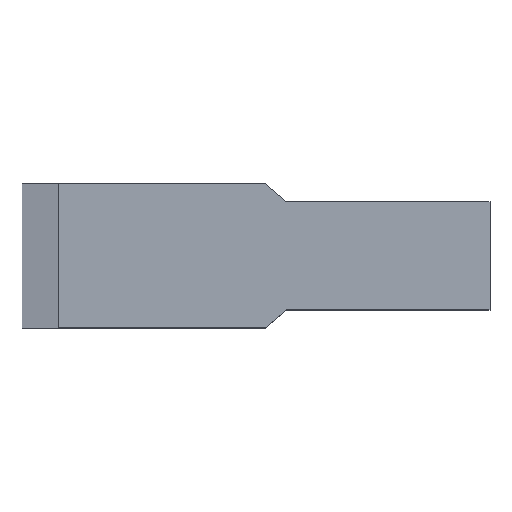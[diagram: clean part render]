
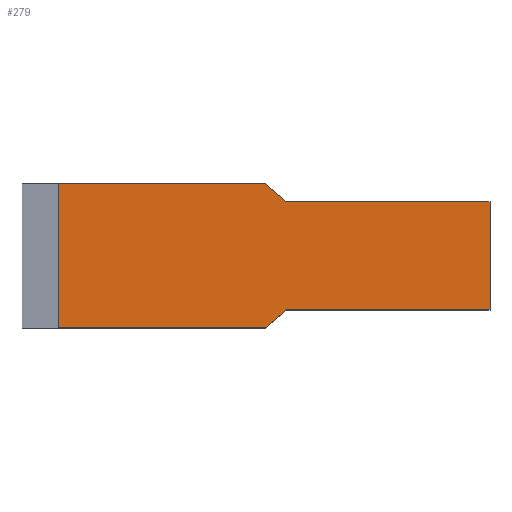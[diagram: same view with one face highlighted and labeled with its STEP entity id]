
A CAD part, top view. The second image highlights one B-rep face of the part: STEP entity #279.
In plain terms, the highlighted planar face has unit normal (0, 0, 1).
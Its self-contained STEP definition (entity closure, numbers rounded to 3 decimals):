
#32 = VERTEX_POINT('',#33);
#33 = CARTESIAN_POINT('',(-7.,-4.,2.8));
#39 = EDGE_CURVE('',#40,#32,#42,.T.);
#40 = VERTEX_POINT('',#41);
#41 = CARTESIAN_POINT('',(-7.,4.,2.8));
#42 = LINE('',#43,#44);
#43 = CARTESIAN_POINT('',(-7.,4.,2.8));
#44 = VECTOR('',#45,1.);
#45 = DIRECTION('',(0.,-1.,0.));
#72 = VERTEX_POINT('',#73);
#73 = CARTESIAN_POINT('',(4.5,4.,2.8));
#79 = EDGE_CURVE('',#80,#72,#82,.T.);
#80 = VERTEX_POINT('',#81);
#81 = CARTESIAN_POINT('',(5.67,3.,2.8));
#82 = LINE('',#83,#84);
#83 = CARTESIAN_POINT('',(5.67,3.,2.8));
#84 = VECTOR('',#85,1.);
#85 = DIRECTION('',(-0.76,0.65,0.));
#110 = EDGE_CURVE('',#111,#80,#113,.T.);
#111 = VERTEX_POINT('',#112);
#112 = CARTESIAN_POINT('',(16.998,3.,2.8));
#113 = LINE('',#114,#115);
#114 = CARTESIAN_POINT('',(26.67,3.,2.8));
#115 = VECTOR('',#116,1.);
#116 = DIRECTION('',(-1.,0.,0.));
#141 = EDGE_CURVE('',#111,#142,#144,.T.);
#142 = VERTEX_POINT('',#143);
#143 = CARTESIAN_POINT('',(16.998,-3.,2.8));
#144 = LINE('',#145,#146);
#145 = CARTESIAN_POINT('',(16.998,-3.75,2.8));
#146 = VECTOR('',#147,1.);
#147 = DIRECTION('',(0.,-1.,0.));
#172 = EDGE_CURVE('',#173,#142,#175,.T.);
#173 = VERTEX_POINT('',#174);
#174 = CARTESIAN_POINT('',(5.67,-3.,2.8));
#175 = LINE('',#176,#177);
#176 = CARTESIAN_POINT('',(26.67,-3.,2.8));
#177 = VECTOR('',#178,1.);
#178 = DIRECTION('',(1.,0.,0.));
#203 = EDGE_CURVE('',#204,#173,#206,.T.);
#204 = VERTEX_POINT('',#205);
#205 = CARTESIAN_POINT('',(4.5,-4.,2.8));
#206 = LINE('',#207,#208);
#207 = CARTESIAN_POINT('',(5.67,-3.,2.8));
#208 = VECTOR('',#209,1.);
#209 = DIRECTION('',(0.76,0.65,0.));
#260 = EDGE_CURVE('',#72,#40,#261,.T.);
#261 = LINE('',#262,#263);
#262 = CARTESIAN_POINT('',(-9.,4.,2.8));
#263 = VECTOR('',#264,1.);
#264 = DIRECTION('',(-1.,0.,0.));
#279 = ADVANCED_FACE('',(#280),#295,.T.);
#280 = FACE_BOUND('',#281,.T.);
#281 = EDGE_LOOP('',(#282,#283,#289,#290,#291,#292,#293,#294));
#282 = ORIENTED_EDGE('',*,*,#39,.T.);
#283 = ORIENTED_EDGE('',*,*,#284,.T.);
#284 = EDGE_CURVE('',#32,#204,#285,.T.);
#285 = LINE('',#286,#287);
#286 = CARTESIAN_POINT('',(-9.,-4.,2.8));
#287 = VECTOR('',#288,1.);
#288 = DIRECTION('',(1.,0.,0.));
#289 = ORIENTED_EDGE('',*,*,#203,.T.);
#290 = ORIENTED_EDGE('',*,*,#172,.T.);
#291 = ORIENTED_EDGE('',*,*,#141,.F.);
#292 = ORIENTED_EDGE('',*,*,#110,.T.);
#293 = ORIENTED_EDGE('',*,*,#79,.T.);
#294 = ORIENTED_EDGE('',*,*,#260,.T.);
#295 = PLANE('',#296);
#296 = AXIS2_PLACEMENT_3D('',#297,#298,#299);
#297 = CARTESIAN_POINT('',(-17.665,-4.5,2.8));
#298 = DIRECTION('',(0.,0.,1.));
#299 = DIRECTION('',(1.,0.,-0.));
